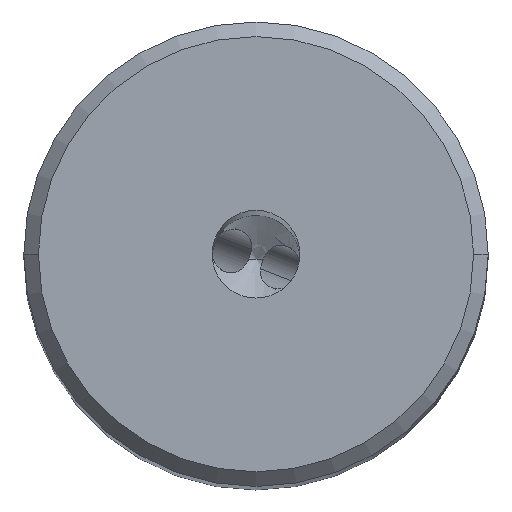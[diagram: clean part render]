
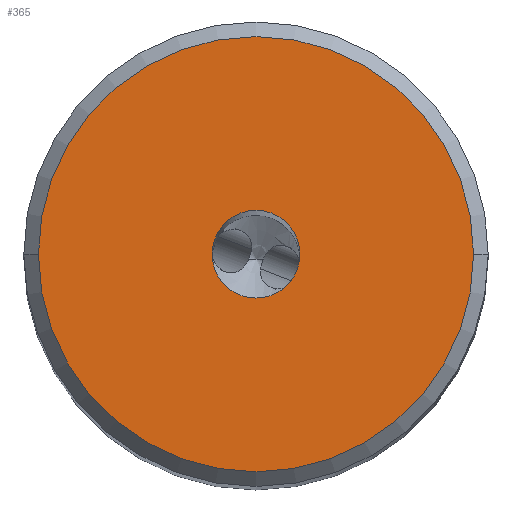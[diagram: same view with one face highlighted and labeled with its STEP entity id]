
A CAD part, top view. The second image highlights one B-rep face of the part: STEP entity #365.
In plain terms, the highlighted planar face has unit normal (0, 0, 1).
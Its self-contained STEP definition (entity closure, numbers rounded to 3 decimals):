
#108=FACE_BOUND('',#1065,.T.);
#109=FACE_BOUND('',#1066,.T.);
#212=PLANE('',#5907);
#365=ADVANCED_FACE('',(#108,#109),#212,.T.);
#1065=EDGE_LOOP('',(#3008,#3009));
#1066=EDGE_LOOP('',(#3010,#3011));
#1387=CIRCLE('',#5893,3.);
#1391=CIRCLE('',#5900,3.);
#1392=CIRCLE('',#5905,14.875);
#1393=CIRCLE('',#5906,14.875);
#3008=ORIENTED_EDGE('',*,*,#4854,.F.);
#3009=ORIENTED_EDGE('',*,*,#4855,.F.);
#3010=ORIENTED_EDGE('',*,*,#4847,.F.);
#3011=ORIENTED_EDGE('',*,*,#4834,.F.);
#4109=VERTEX_POINT('',#11276);
#4110=VERTEX_POINT('',#11278);
#4122=VERTEX_POINT('',#11669);
#4123=VERTEX_POINT('',#11670);
#4834=EDGE_CURVE('',#4109,#4110,#1387,.T.);
#4847=EDGE_CURVE('',#4110,#4109,#1391,.T.);
#4854=EDGE_CURVE('',#4122,#4123,#1392,.T.);
#4855=EDGE_CURVE('',#4123,#4122,#1393,.T.);
#5893=AXIS2_PLACEMENT_3D('',#11277,#7041,#7042);
#5900=AXIS2_PLACEMENT_3D('',#11511,#7058,#7059);
#5905=AXIS2_PLACEMENT_3D('',#11668,#7070,#7071);
#5906=AXIS2_PLACEMENT_3D('',#11671,#7072,#7073);
#5907=AXIS2_PLACEMENT_3D('',#11672,#7074,#7075);
#7041=DIRECTION('',(0.,0.,1.));
#7042=DIRECTION('',(-1.,0.,0.));
#7058=DIRECTION('',(0.,0.,1.));
#7059=DIRECTION('',(1.,0.,0.));
#7070=DIRECTION('',(0.,0.,-1.));
#7071=DIRECTION('',(-1.,0.,0.));
#7072=DIRECTION('',(0.,0.,-1.));
#7073=DIRECTION('',(1.,0.,0.));
#7074=DIRECTION('',(0.,0.,1.));
#7075=DIRECTION('',(1.,0.,0.));
#11276=CARTESIAN_POINT('',(-3.,0.,0.));
#11277=CARTESIAN_POINT('',(0.,0.,0.));
#11278=CARTESIAN_POINT('',(3.,0.,0.));
#11511=CARTESIAN_POINT('',(0.,0.,0.));
#11668=CARTESIAN_POINT('',(0.,0.,0.));
#11669=CARTESIAN_POINT('',(-14.875,0.,0.));
#11670=CARTESIAN_POINT('',(14.875,0.,0.));
#11671=CARTESIAN_POINT('',(0.,0.,0.));
#11672=CARTESIAN_POINT('',(0.,0.,0.));
